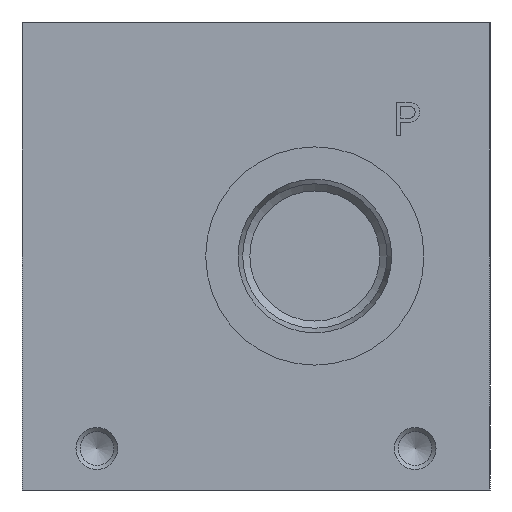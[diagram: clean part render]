
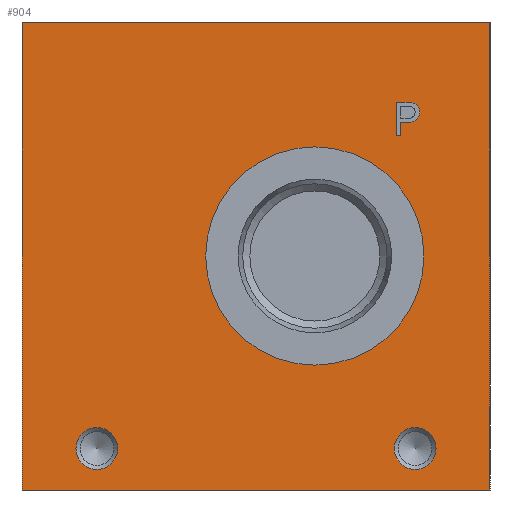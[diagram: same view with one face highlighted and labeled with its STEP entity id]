
A CAD part, left-side view. The second image highlights one B-rep face of the part: STEP entity #904.
In plain terms, the highlighted planar face has unit normal (-1, 0, 0).
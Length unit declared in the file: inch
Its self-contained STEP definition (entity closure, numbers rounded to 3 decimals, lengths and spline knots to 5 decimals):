
#904 = ADVANCED_FACE( '', ( #2029, #2030, #2031, #2032, #2033 ), #2034, .F. );
#2029 = FACE_BOUND( '', #3339, .T. );
#2030 = FACE_BOUND( '', #3340, .T. );
#2031 = FACE_BOUND( '', #3341, .T. );
#2032 = FACE_BOUND( '', #3342, .T. );
#2033 = FACE_OUTER_BOUND( '', #3343, .T. );
#2034 = PLANE( '', #3344 );
#3339 = EDGE_LOOP( '', ( #5873, #5874, #5875, #5876, #5877, #5878 ) );
#3340 = EDGE_LOOP( '', ( #5879 ) );
#3341 = EDGE_LOOP( '', ( #5880 ) );
#3342 = EDGE_LOOP( '', ( #5881 ) );
#3343 = EDGE_LOOP( '', ( #5882, #5883, #5884, #5885 ) );
#3344 = AXIS2_PLACEMENT_3D( '', #5886, #5887, #5888 );
#5873 = ORIENTED_EDGE( '', *, *, #7872, .F. );
#5874 = ORIENTED_EDGE( '', *, *, #7380, .F. );
#5875 = ORIENTED_EDGE( '', *, *, #7873, .F. );
#5876 = ORIENTED_EDGE( '', *, *, #7874, .F. );
#5877 = ORIENTED_EDGE( '', *, *, #7875, .F. );
#5878 = ORIENTED_EDGE( '', *, *, #7876, .F. );
#5879 = ORIENTED_EDGE( '', *, *, #7867, .T. );
#5880 = ORIENTED_EDGE( '', *, *, #7812, .T. );
#5881 = ORIENTED_EDGE( '', *, *, #7877, .T. );
#5882 = ORIENTED_EDGE( '', *, *, #7878, .F. );
#5883 = ORIENTED_EDGE( '', *, *, #7588, .F. );
#5884 = ORIENTED_EDGE( '', *, *, #7118, .F. );
#5885 = ORIENTED_EDGE( '', *, *, #7879, .F. );
#5886 = CARTESIAN_POINT( '', ( 0., 0., 0. ) );
#5887 = DIRECTION( '', ( 1., 0., 0. ) );
#5888 = DIRECTION( '', ( 0., 0., -1. ) );
#7118 = EDGE_CURVE( '', #8506, #8507, #8508, .T. );
#7380 = EDGE_CURVE( '', #8901, #8902, #8903, .T. );
#7588 = EDGE_CURVE( '', #8507, #9211, #9212, .T. );
#7812 = EDGE_CURVE( '', #9505, #9505, #9506, .T. );
#7867 = EDGE_CURVE( '', #9578, #9578, #9579, .T. );
#7872 = EDGE_CURVE( '', #8902, #9584, #9585, .T. );
#7873 = EDGE_CURVE( '', #9586, #8901, #9587, .T. );
#7874 = EDGE_CURVE( '', #9588, #9586, #9589, .T. );
#7875 = EDGE_CURVE( '', #9590, #9588, #9591, .T. );
#7876 = EDGE_CURVE( '', #9584, #9590, #9592, .T. );
#7877 = EDGE_CURVE( '', #9593, #9593, #9594, .T. );
#7878 = EDGE_CURVE( '', #9211, #9595, #9596, .T. );
#7879 = EDGE_CURVE( '', #9595, #8506, #9597, .T. );
#8506 = VERTEX_POINT( '', #10386 );
#8507 = VERTEX_POINT( '', #10387 );
#8508 = LINE( '', #10388, #10389 );
#8901 = VERTEX_POINT( '', #10912 );
#8902 = VERTEX_POINT( '', #10913 );
#8903 = LINE( '', #10914, #10915 );
#9211 = VERTEX_POINT( '', #11336 );
#9212 = LINE( '', #11337, #11338 );
#9505 = VERTEX_POINT( '', #11734 );
#9506 = CIRCLE( '', #11735, 0.15625 );
#9578 = VERTEX_POINT( '', #11823 );
#9579 = CIRCLE( '', #11824, 0.15625 );
#9584 = VERTEX_POINT( '', #11830 );
#9585 = LINE( '', #11831, #11832 );
#9586 = VERTEX_POINT( '', #11833 );
#9587 = LINE( '', #11834, #11835 );
#9588 = VERTEX_POINT( '', #11836 );
#9589 = LINE( '', #11837, #11838 );
#9590 = VERTEX_POINT( '', #11839 );
#9591 = CIRCLE( '', #11840, 0.07363 );
#9592 = LINE( '', #11841, #11842 );
#9593 = VERTEX_POINT( '', #11843 );
#9594 = CIRCLE( '', #11844, 0.816 );
#9595 = VERTEX_POINT( '', #11845 );
#9596 = LINE( '', #11846, #11847 );
#9597 = LINE( '', #11848, #11849 );
#10386 = CARTESIAN_POINT( '', ( 0., 0., 3.5 ) );
#10387 = CARTESIAN_POINT( '', ( 0., 0., 0. ) );
#10388 = CARTESIAN_POINT( '', ( 0., 0., 3.5 ) );
#10389 = VECTOR( '', #12465, 39.37008 );
#10912 = CARTESIAN_POINT( '', ( 0., 0.7, 2.65152 ) );
#10913 = CARTESIAN_POINT( '', ( 0., 0.66709, 2.65152 ) );
#10914 = CARTESIAN_POINT( '', ( 0., 0.7, 2.65152 ) );
#10915 = VECTOR( '', #12752, 39.37008 );
#11336 = CARTESIAN_POINT( '', ( 0., 3.5, 0. ) );
#11337 = CARTESIAN_POINT( '', ( 0., 0., 0. ) );
#11338 = VECTOR( '', #12965, 39.37008 );
#11734 = CARTESIAN_POINT( '', ( 0., 2.94, 0.15375 ) );
#11735 = AXIS2_PLACEMENT_3D( '', #13180, #13181, #13182 );
#11823 = CARTESIAN_POINT( '', ( 0., 0.56, 0.15375 ) );
#11824 = AXIS2_PLACEMENT_3D( '', #13235, #13236, #13237 );
#11830 = CARTESIAN_POINT( '', ( 0., 0.66709, 2.75178 ) );
#11831 = CARTESIAN_POINT( '', ( 0., 0.66709, 2.65152 ) );
#11832 = VECTOR( '', #13239, 39.37008 );
#11833 = CARTESIAN_POINT( '', ( 0., 0.7, 2.89887 ) );
#11834 = CARTESIAN_POINT( '', ( 0., 0.7, 2.89887 ) );
#11835 = VECTOR( '', #13240, 39.37008 );
#11836 = CARTESIAN_POINT( '', ( 0., 0.59594, 2.89887 ) );
#11837 = CARTESIAN_POINT( '', ( 0., 0.59594, 2.89887 ) );
#11838 = VECTOR( '', #13241, 39.37008 );
#11839 = CARTESIAN_POINT( '', ( 0., 0.59214, 2.75203 ) );
#11840 = AXIS2_PLACEMENT_3D( '', #13242, #13243, #13244 );
#11841 = CARTESIAN_POINT( '', ( 0., 0.66709, 2.75178 ) );
#11842 = VECTOR( '', #13245, 39.37008 );
#11843 = CARTESIAN_POINT( '', ( 0., 1.31, 0.934 ) );
#11844 = AXIS2_PLACEMENT_3D( '', #13246, #13247, #13248 );
#11845 = CARTESIAN_POINT( '', ( 0., 3.5, 3.5 ) );
#11846 = CARTESIAN_POINT( '', ( 0., 3.5, 0. ) );
#11847 = VECTOR( '', #13249, 39.37008 );
#11848 = CARTESIAN_POINT( '', ( 0., 3.5, 3.5 ) );
#11849 = VECTOR( '', #13250, 39.37008 );
#12465 = DIRECTION( '', ( 0., 0., -1. ) );
#12752 = DIRECTION( '', ( 0., -1., 0. ) );
#12965 = DIRECTION( '', ( 0., 1., 0. ) );
#13180 = CARTESIAN_POINT( '', ( 0., 2.94, 0.31 ) );
#13181 = DIRECTION( '', ( 1., 0., 0. ) );
#13182 = DIRECTION( '', ( 0., 0., -1. ) );
#13235 = CARTESIAN_POINT( '', ( 0., 0.56, 0.31 ) );
#13236 = DIRECTION( '', ( 1., 0., 0. ) );
#13237 = DIRECTION( '', ( 0., 0., -1. ) );
#13239 = DIRECTION( '', ( 0., 0., 1. ) );
#13240 = DIRECTION( '', ( 0., 0., -1. ) );
#13241 = DIRECTION( '', ( 0., 1., 0. ) );
#13242 = CARTESIAN_POINT( '', ( 0., 0.59921, 2.82532 ) );
#13243 = DIRECTION( '', ( -1., 0., 0. ) );
#13244 = DIRECTION( '', ( 0., 0., 1. ) );
#13245 = DIRECTION( '', ( 0., -1., 0.003 ) );
#13246 = CARTESIAN_POINT( '', ( 0., 1.31, 1.75 ) );
#13247 = DIRECTION( '', ( 1., 0., 0. ) );
#13248 = DIRECTION( '', ( 0., 0., -1. ) );
#13249 = DIRECTION( '', ( 0., 0., 1. ) );
#13250 = DIRECTION( '', ( 0., -1., 0. ) );
